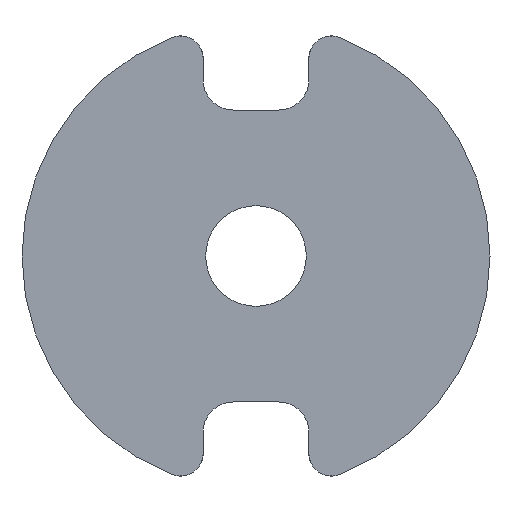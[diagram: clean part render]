
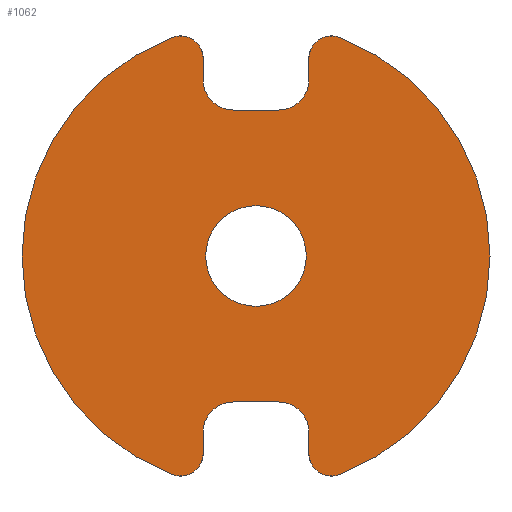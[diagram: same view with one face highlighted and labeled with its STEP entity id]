
A CAD part, front view. The second image highlights one B-rep face of the part: STEP entity #1062.
In plain terms, the highlighted planar face has unit normal (0, -1, 0).
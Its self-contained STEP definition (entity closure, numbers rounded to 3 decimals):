
#1=DIRECTION('',(1.,0.,0.));
#2=VECTOR('',#1,0.9);
#3=CARTESIAN_POINT('',(-0.45,0.,2.9));
#4=LINE('',#3,#2);
#5=DIRECTION('',(0.,0.,1.));
#6=VECTOR('',#5,0.423);
#7=CARTESIAN_POINT('',(1.05,0.,3.5));
#8=LINE('',#7,#6);
#9=CARTESIAN_POINT('',(1.5,0.,3.923));
#10=DIRECTION('',(0.,1.,0.));
#11=DIRECTION('',(-1.,0.,0.));
#12=AXIS2_PLACEMENT_3D('',#9,#10,#11);
#14=CARTESIAN_POINT('',(0.,0.,0.));
#15=DIRECTION('',(0.,1.,0.));
#16=DIRECTION('',(0.357,0.,0.934));
#17=AXIS2_PLACEMENT_3D('',#14,#15,#16);
#19=CARTESIAN_POINT('',(1.5,0.,-3.923));
#20=DIRECTION('',(0.,1.,0.));
#21=DIRECTION('',(0.357,0.,-0.934));
#22=AXIS2_PLACEMENT_3D('',#19,#20,#21);
#24=DIRECTION('',(0.,0.,1.));
#25=VECTOR('',#24,0.423);
#26=CARTESIAN_POINT('',(1.05,0.,-3.923));
#27=LINE('',#26,#25);
#28=DIRECTION('',(-1.,0.,0.));
#29=VECTOR('',#28,0.9);
#30=CARTESIAN_POINT('',(0.45,0.,-2.9));
#31=LINE('',#30,#29);
#32=DIRECTION('',(0.,0.,-1.));
#33=VECTOR('',#32,0.423);
#34=CARTESIAN_POINT('',(-1.05,0.,-3.5));
#35=LINE('',#34,#33);
#36=CARTESIAN_POINT('',(-1.5,0.,-3.923));
#37=DIRECTION('',(0.,1.,0.));
#38=DIRECTION('',(1.,0.,0.));
#39=AXIS2_PLACEMENT_3D('',#36,#37,#38);
#41=CARTESIAN_POINT('',(0.,0.,0.));
#42=DIRECTION('',(0.,1.,0.));
#43=DIRECTION('',(-0.357,0.,-0.934));
#44=AXIS2_PLACEMENT_3D('',#41,#42,#43);
#46=CARTESIAN_POINT('',(-1.5,0.,3.923));
#47=DIRECTION('',(0.,1.,0.));
#48=DIRECTION('',(-0.357,0.,0.934));
#49=AXIS2_PLACEMENT_3D('',#46,#47,#48);
#51=DIRECTION('',(0.,0.,-1.));
#52=VECTOR('',#51,0.423);
#53=CARTESIAN_POINT('',(-1.05,0.,3.923));
#54=LINE('',#53,#52);
#55=CARTESIAN_POINT('',(0.,0.,0.));
#56=DIRECTION('',(0.,1.,0.));
#57=DIRECTION('',(0.,0.,-1.));
#58=AXIS2_PLACEMENT_3D('',#55,#56,#57);
#60=CARTESIAN_POINT('',(0.,0.,0.));
#61=DIRECTION('',(0.,1.,0.));
#62=DIRECTION('',(0.,0.,1.));
#63=AXIS2_PLACEMENT_3D('',#60,#61,#62);
#73=CARTESIAN_POINT('',(-0.45,0.,3.5));
#74=DIRECTION('',(0.,1.,0.));
#75=DIRECTION('',(0.,0.,-1.));
#76=AXIS2_PLACEMENT_3D('',#73,#74,#75);
#289=CARTESIAN_POINT('',(-0.45,0.,-3.5));
#290=DIRECTION('',(0.,1.,0.));
#291=DIRECTION('',(-1.,0.,0.));
#292=AXIS2_PLACEMENT_3D('',#289,#290,#291);
#302=CARTESIAN_POINT('',(0.45,0.,-3.5));
#303=DIRECTION('',(0.,1.,0.));
#304=DIRECTION('',(0.,0.,1.));
#305=AXIS2_PLACEMENT_3D('',#302,#303,#304);
#518=CARTESIAN_POINT('',(0.45,0.,3.5));
#519=DIRECTION('',(0.,1.,0.));
#520=DIRECTION('',(1.,0.,0.));
#521=AXIS2_PLACEMENT_3D('',#518,#519,#520);
#865=CARTESIAN_POINT('',(-1.661,0.,-4.343));
#866=CARTESIAN_POINT('',(-1.661,0.,4.343));
#867=VERTEX_POINT('',#865);
#868=VERTEX_POINT('',#866);
#869=CARTESIAN_POINT('',(-1.05,0.,-3.923));
#870=VERTEX_POINT('',#869);
#871=CARTESIAN_POINT('',(-1.05,0.,3.923));
#872=VERTEX_POINT('',#871);
#873=CARTESIAN_POINT('',(1.05,0.,3.923));
#874=CARTESIAN_POINT('',(1.661,0.,4.343));
#875=VERTEX_POINT('',#873);
#876=VERTEX_POINT('',#874);
#877=CARTESIAN_POINT('',(1.661,0.,-4.343));
#878=VERTEX_POINT('',#877);
#879=CARTESIAN_POINT('',(1.05,0.,-3.923));
#880=VERTEX_POINT('',#879);
#901=CARTESIAN_POINT('',(0.45,0.,-2.9));
#902=CARTESIAN_POINT('',(-0.45,0.,-2.9));
#903=VERTEX_POINT('',#901);
#904=VERTEX_POINT('',#902);
#905=CARTESIAN_POINT('',(-1.05,0.,-3.5));
#906=VERTEX_POINT('',#905);
#907=CARTESIAN_POINT('',(-1.05,0.,3.5));
#908=VERTEX_POINT('',#907);
#909=CARTESIAN_POINT('',(-0.45,0.,2.9));
#910=CARTESIAN_POINT('',(0.45,0.,2.9));
#911=VERTEX_POINT('',#909);
#912=VERTEX_POINT('',#910);
#913=CARTESIAN_POINT('',(1.05,0.,3.5));
#914=VERTEX_POINT('',#913);
#915=CARTESIAN_POINT('',(1.05,0.,-3.5));
#916=VERTEX_POINT('',#915);
#1009=CARTESIAN_POINT('',(0.,0.,-1.));
#1010=CARTESIAN_POINT('',(0.,0.,1.));
#1011=VERTEX_POINT('',#1009);
#1012=VERTEX_POINT('',#1010);
#1017=CARTESIAN_POINT('',(0.,0.,0.));
#1018=DIRECTION('',(0.,1.,0.));
#1019=DIRECTION('',(0.,0.,-1.));
#1020=AXIS2_PLACEMENT_3D('',#1017,#1018,#1019);
#1021=PLANE('',#1020);
#1023=ORIENTED_EDGE('',*,*,#1022,.T.);
#1025=ORIENTED_EDGE('',*,*,#1024,.F.);
#1027=ORIENTED_EDGE('',*,*,#1026,.T.);
#1029=ORIENTED_EDGE('',*,*,#1028,.T.);
#1031=ORIENTED_EDGE('',*,*,#1030,.T.);
#1033=ORIENTED_EDGE('',*,*,#1032,.T.);
#1035=ORIENTED_EDGE('',*,*,#1034,.T.);
#1037=ORIENTED_EDGE('',*,*,#1036,.F.);
#1039=ORIENTED_EDGE('',*,*,#1038,.T.);
#1041=ORIENTED_EDGE('',*,*,#1040,.F.);
#1043=ORIENTED_EDGE('',*,*,#1042,.T.);
#1045=ORIENTED_EDGE('',*,*,#1044,.T.);
#1047=ORIENTED_EDGE('',*,*,#1046,.T.);
#1049=ORIENTED_EDGE('',*,*,#1048,.T.);
#1051=ORIENTED_EDGE('',*,*,#1050,.T.);
#1053=ORIENTED_EDGE('',*,*,#1052,.F.);
#1054=EDGE_LOOP('',(#1023,#1025,#1027,#1029,#1031,#1033,#1035,#1037,#1039,#1041,
#1043,#1045,#1047,#1049,#1051,#1053));
#1055=FACE_OUTER_BOUND('',#1054,.F.);
#1057=ORIENTED_EDGE('',*,*,#1056,.F.);
#1059=ORIENTED_EDGE('',*,*,#1058,.F.);
#1060=EDGE_LOOP('',(#1057,#1059));
#1061=FACE_BOUND('',#1060,.F.);
#1062=ADVANCED_FACE('',(#1055,#1061),#1021,.F.);
#13=CIRCLE('',#12,0.45);
#18=CIRCLE('',#17,4.65);
#23=CIRCLE('',#22,0.45);
#40=CIRCLE('',#39,0.45);
#45=CIRCLE('',#44,4.65);
#50=CIRCLE('',#49,0.45);
#59=CIRCLE('',#58,1.);
#64=CIRCLE('',#63,1.);
#77=CIRCLE('',#76,0.6);
#293=CIRCLE('',#292,0.6);
#306=CIRCLE('',#305,0.6);
#522=CIRCLE('',#521,0.6);
#1022=EDGE_CURVE('',#911,#912,#4,.T.);
#1024=EDGE_CURVE('',#914,#912,#522,.T.);
#1026=EDGE_CURVE('',#914,#875,#8,.T.);
#1028=EDGE_CURVE('',#875,#876,#13,.T.);
#1030=EDGE_CURVE('',#876,#878,#18,.T.);
#1032=EDGE_CURVE('',#878,#880,#23,.T.);
#1034=EDGE_CURVE('',#880,#916,#27,.T.);
#1036=EDGE_CURVE('',#903,#916,#306,.T.);
#1038=EDGE_CURVE('',#903,#904,#31,.T.);
#1040=EDGE_CURVE('',#906,#904,#293,.T.);
#1042=EDGE_CURVE('',#906,#870,#35,.T.);
#1044=EDGE_CURVE('',#870,#867,#40,.T.);
#1046=EDGE_CURVE('',#867,#868,#45,.T.);
#1048=EDGE_CURVE('',#868,#872,#50,.T.);
#1050=EDGE_CURVE('',#872,#908,#54,.T.);
#1052=EDGE_CURVE('',#911,#908,#77,.T.);
#1056=EDGE_CURVE('',#1011,#1012,#59,.T.);
#1058=EDGE_CURVE('',#1012,#1011,#64,.T.);
